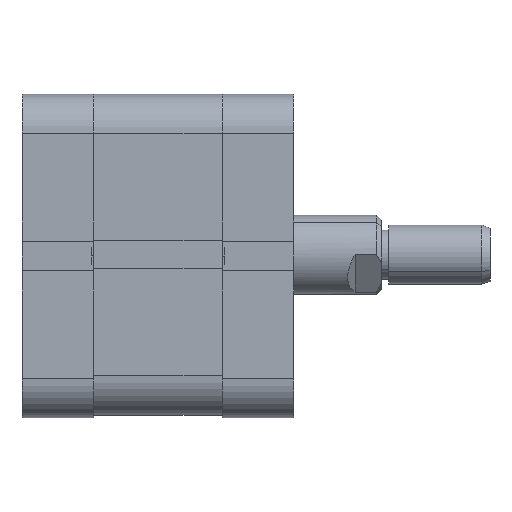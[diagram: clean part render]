
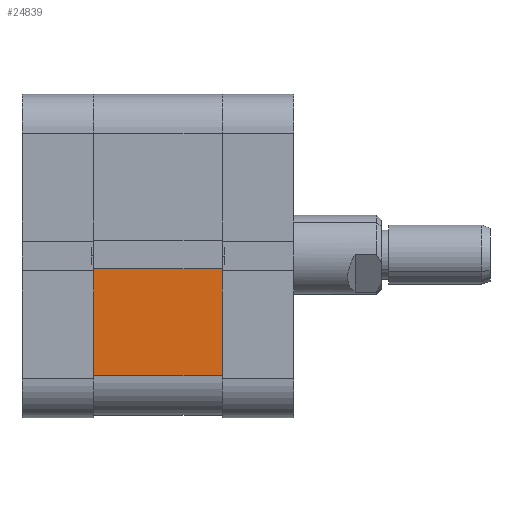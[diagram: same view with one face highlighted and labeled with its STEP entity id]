
A CAD part, front view. The second image highlights one B-rep face of the part: STEP entity #24839.
In plain terms, the highlighted planar face has unit normal (0, -1, 0).
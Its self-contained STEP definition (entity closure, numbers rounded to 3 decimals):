
#945 = VECTOR ( 'NONE', #32180, 1000. ) ;
#1684 = VECTOR ( 'NONE', #27809, 1000. ) ;
#2002 = VECTOR ( 'NONE', #11938, 1000. ) ;
#2302 = DIRECTION ( 'NONE',  ( -1., 0., 0. ) ) ;
#3561 = ORIENTED_EDGE ( 'NONE', *, *, #21308, .T. ) ;
#4673 = LINE ( 'NONE', #15702, #34842 ) ;
#6507 = LINE ( 'NONE', #17557, #2002 ) ;
#6526 = PLANE ( 'NONE',  #10796 ) ;
#6658 = LINE ( 'NONE', #24067, #945 ) ;
#8064 = VERTEX_POINT ( 'NONE', #13077 ) ;
#8283 = CARTESIAN_POINT ( 'NONE',  ( 26., -32.5, -24.5 ) ) ;
#8943 = EDGE_CURVE ( 'NONE', #8064, #15646, #4673, .T. ) ;
#9426 = DIRECTION ( 'NONE',  ( 0., 1., 0. ) ) ;
#9538 = CARTESIAN_POINT ( 'NONE',  ( 0., -32.5, -24.5 ) ) ;
#10796 = AXIS2_PLACEMENT_3D ( 'NONE', #17574, #9426, #28645 ) ;
#11829 = LINE ( 'NONE', #20176, #1684 ) ;
#11938 = DIRECTION ( 'NONE',  ( 1., 0., 0. ) ) ;
#13077 = CARTESIAN_POINT ( 'NONE',  ( 26., -32.5, -2.8 ) ) ;
#15646 = VERTEX_POINT ( 'NONE', #24160 ) ;
#15702 = CARTESIAN_POINT ( 'NONE',  ( 26.001, -32.5, -2.8 ) ) ;
#16268 = VERTEX_POINT ( 'NONE', #8283 ) ;
#16557 = ORIENTED_EDGE ( 'NONE', *, *, #24277, .F. ) ;
#17557 = CARTESIAN_POINT ( 'NONE',  ( 26., -32.5, -24.5 ) ) ;
#17574 = CARTESIAN_POINT ( 'NONE',  ( 26., -32.5, -32.5 ) ) ;
#19113 = EDGE_LOOP ( 'NONE', ( #29961, #25929, #3561, #16557 ) ) ;
#20176 = CARTESIAN_POINT ( 'NONE',  ( 0., -32.5, -32.5 ) ) ;
#21308 = EDGE_CURVE ( 'NONE', #21629, #16268, #6507, .T. ) ;
#21629 = VERTEX_POINT ( 'NONE', #9538 ) ;
#24067 = CARTESIAN_POINT ( 'NONE',  ( 26., -32.5, -32.5 ) ) ;
#24160 = CARTESIAN_POINT ( 'NONE',  ( 0., -32.5, -2.8 ) ) ;
#24277 = EDGE_CURVE ( 'NONE', #8064, #16268, #6658, .T. ) ;
#24839 = ADVANCED_FACE ( 'NONE', ( #34225 ), #6526, .F. ) ;
#25929 = ORIENTED_EDGE ( 'NONE', *, *, #28292, .T. ) ;
#27809 = DIRECTION ( 'NONE',  ( 0., 0., -1. ) ) ;
#28292 = EDGE_CURVE ( 'NONE', #15646, #21629, #11829, .T. ) ;
#28645 = DIRECTION ( 'NONE',  ( 0., 0., 1. ) ) ;
#29961 = ORIENTED_EDGE ( 'NONE', *, *, #8943, .T. ) ;
#32180 = DIRECTION ( 'NONE',  ( 0., 0., -1. ) ) ;
#34225 = FACE_OUTER_BOUND ( 'NONE', #19113, .T. ) ;
#34842 = VECTOR ( 'NONE', #2302, 1000. ) ;
